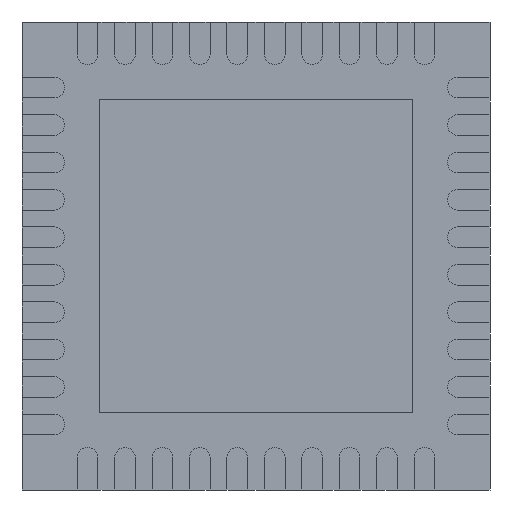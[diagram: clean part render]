
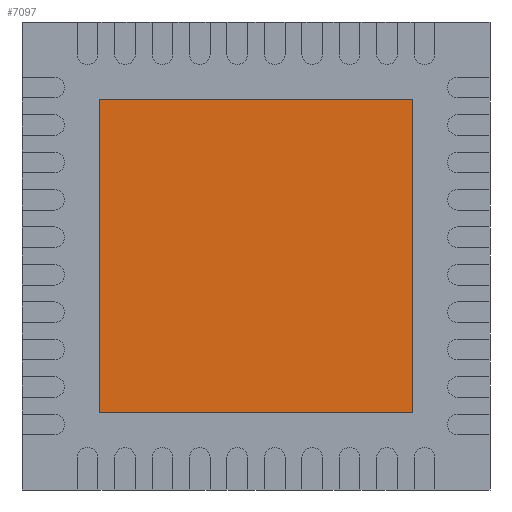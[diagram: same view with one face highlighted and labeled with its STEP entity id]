
A CAD part, front view. The second image highlights one B-rep face of the part: STEP entity #7097.
In plain terms, the highlighted planar face has unit normal (0, -1, 0).
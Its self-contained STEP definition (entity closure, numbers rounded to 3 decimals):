
#6978 = VERTEX_POINT('',#6979);
#6979 = CARTESIAN_POINT('',(1.675,0.,-1.675));
#6996 = VERTEX_POINT('',#6997);
#6997 = CARTESIAN_POINT('',(1.675,0.,1.675));
#7003 = EDGE_CURVE('',#6978,#6996,#7004,.T.);
#7004 = LINE('',#7005,#7006);
#7005 = CARTESIAN_POINT('',(1.675,0.,-1.675));
#7006 = VECTOR('',#7007,1.);
#7007 = DIRECTION('',(0.,0.,1.));
#7027 = VERTEX_POINT('',#7028);
#7028 = CARTESIAN_POINT('',(-1.675,0.,1.675));
#7034 = EDGE_CURVE('',#6996,#7027,#7035,.T.);
#7035 = LINE('',#7036,#7037);
#7036 = CARTESIAN_POINT('',(1.675,0.,1.675));
#7037 = VECTOR('',#7038,1.);
#7038 = DIRECTION('',(-1.,0.,0.));
#7058 = VERTEX_POINT('',#7059);
#7059 = CARTESIAN_POINT('',(-1.675,0.,-1.675));
#7065 = EDGE_CURVE('',#7027,#7058,#7066,.T.);
#7066 = LINE('',#7067,#7068);
#7067 = CARTESIAN_POINT('',(-1.675,0.,1.675));
#7068 = VECTOR('',#7069,1.);
#7069 = DIRECTION('',(0.,0.,-1.));
#7087 = EDGE_CURVE('',#7058,#6978,#7088,.T.);
#7088 = LINE('',#7089,#7090);
#7089 = CARTESIAN_POINT('',(-1.675,0.,-1.675));
#7090 = VECTOR('',#7091,1.);
#7091 = DIRECTION('',(1.,0.,0.));
#7097 = ADVANCED_FACE('',(#7098),#7104,.F.);
#7098 = FACE_BOUND('',#7099,.T.);
#7099 = EDGE_LOOP('',(#7100,#7101,#7102,#7103));
#7100 = ORIENTED_EDGE('',*,*,#7003,.T.);
#7101 = ORIENTED_EDGE('',*,*,#7034,.T.);
#7102 = ORIENTED_EDGE('',*,*,#7065,.T.);
#7103 = ORIENTED_EDGE('',*,*,#7087,.T.);
#7104 = PLANE('',#7105);
#7105 = AXIS2_PLACEMENT_3D('',#7106,#7107,#7108);
#7106 = CARTESIAN_POINT('',(0.,0.,
    0.));
#7107 = DIRECTION('',(0.,1.,0.));
#7108 = DIRECTION('',(0.,0.,1.));
